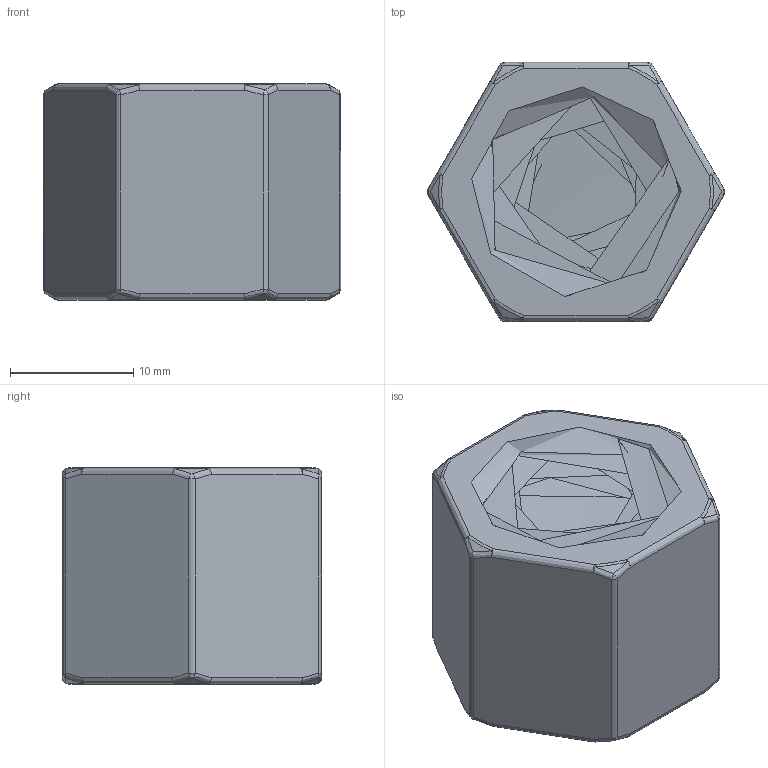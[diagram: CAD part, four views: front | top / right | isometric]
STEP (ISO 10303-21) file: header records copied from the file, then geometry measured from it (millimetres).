
FILE_DESCRIPTION(/* description */ (''),/* implementation_level */ '2;1');
FILE_NAME(/* name */ 'vk_38_es.stp',/* time_stamp */ '2017-09-07T15:44:27+02:00',/* author */ ('Hamoud'),/* organization */ (''),/* preprocessor_version */ 'ST-DEVELOPER v15.6',/* originating_system */ 'Autodesk Inventor LT ',/* authorisation */ '');
FILE_SCHEMA (('AUTOMOTIVE_DESIGN { 1 0 10303 214 3 1 1 }'));
Length unit declared in the file: millimetre
Products named in the file (1): F13-Hexagon Cap DN10
Bounding box: 24.08 x 21 x 17.5 mm (x, y, z)
Volume: 3849.9 mm3; surface area: 3092.3 mm2
Topology: 1 solids, 1 shells, 325 faces, 831 edges, 523 vertices
Faces by surface type: bspline 174, plane 61, sphere 36, cylinder 27, cone 14, torus 13
Full cylindrical faces by diameter (mm): 14.95 x8
Entity records: 20342 total; most frequent: CARTESIAN_POINT 13427, ORIENTED_EDGE 1624, DIRECTION 1136, EDGE_CURVE 812, VERTEX_POINT 516, AXIS2_PLACEMENT_3D 425, EDGE_LOOP 334, FACE_OUTER_BOUND 316
